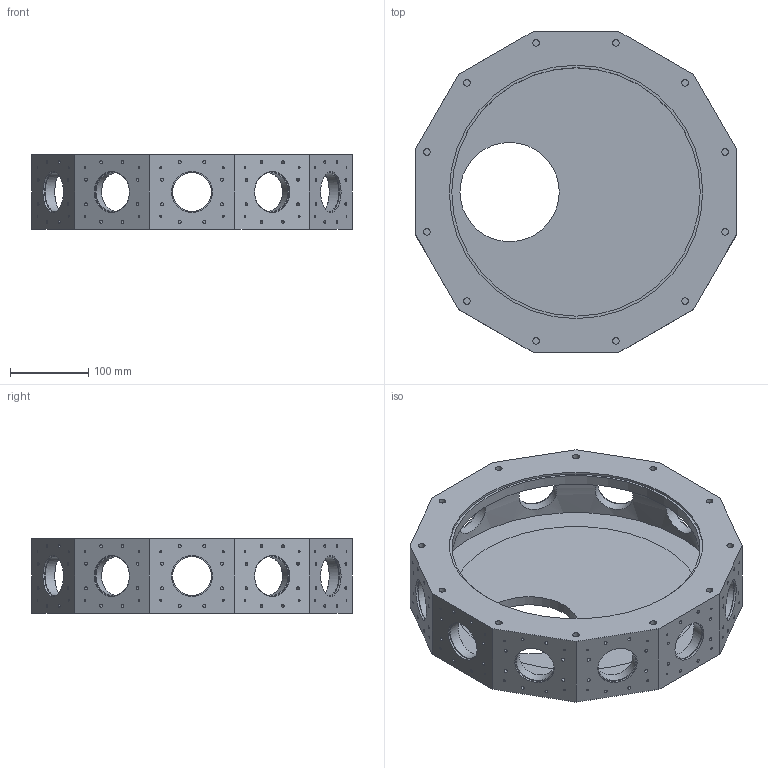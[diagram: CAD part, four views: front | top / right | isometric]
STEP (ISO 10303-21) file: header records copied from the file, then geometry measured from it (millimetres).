
FILE_DESCRIPTION(('FreeCAD Model'),'2;1');
FILE_NAME('collar_test.step','2019-11-17T11:23:30',('Author'),(''), 'Open CASCADE STEP processor 7.3','FreeCAD','Unknown');
FILE_SCHEMA(('AUTOMOTIVE_DESIGN { 1 0 10303 214 1 1 1 1 }'));
Length unit declared in the file: millimetre
Products named in the file (1): Shape
Bounding box: 410.52 x 410.52 x 95.25 mm (x, y, z)
Volume: 3504589.1 mm3; surface area: 547349.7 mm2
Topology: 1 solids, 1 shells, 412 faces, 655 edges, 437 vertices
Faces by surface type: plane 207, cylinder 205
Full cylindrical faces by diameter (mm): 2.261 x48, 4.039 x96, 5 x6, 5.105 x15, 8.5 x12, 50.038 x12, 52.324 x12, 127 x1, 318.008 x1, 324.358 x1, 380 x1
Entity records: 11089 total; most frequent: CARTESIAN_POINT 3003, DIRECTION 1866, ORIENTED_EDGE 1310, AXIS2_PLACEMENT_3D 812, EDGE_CURVE 655, FACE_BOUND 630, EDGE_LOOP 630, VERTEX_POINT 437
